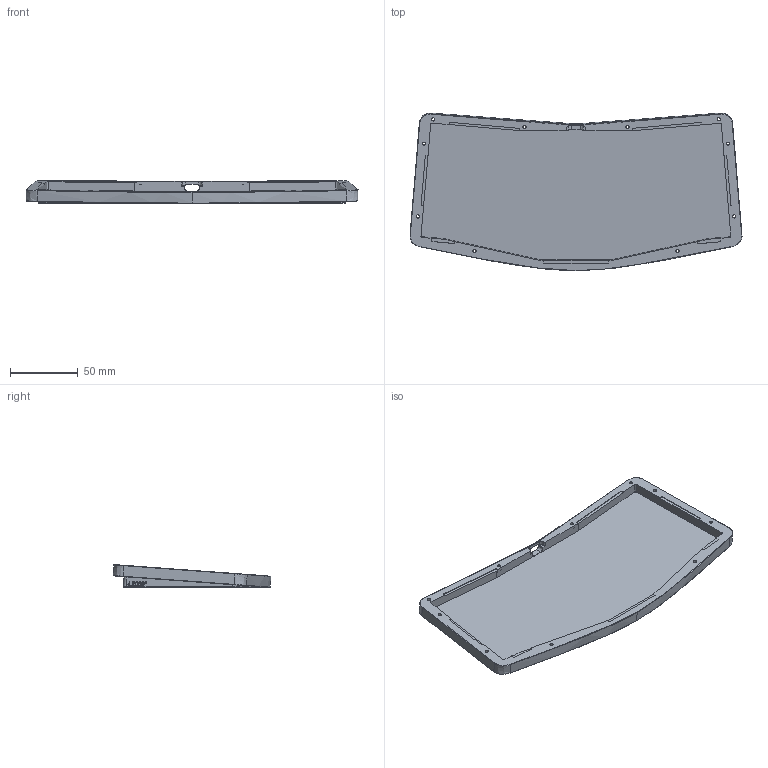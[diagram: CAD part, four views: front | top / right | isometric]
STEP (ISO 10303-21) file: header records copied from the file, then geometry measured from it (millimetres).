
FILE_DESCRIPTION(/* description */ (''),/* implementation_level */ '2;1');
FILE_NAME(/* name */ 'Buran Bofa Bottom.step',/* time_stamp */ '2024-02-16T13:57:58-08:00',/* author */ (''),/* organization */ (''),/* preprocessor_version */ 'ST-DEVELOPER v20',/* originating_system */ 'Autodesk Translation Framework v12.20.1.177',/* authorisation */ '');
FILE_SCHEMA (('AUTOMOTIVE_DESIGN { 1 0 10303 214 3 1 1 }'));
Length unit declared in the file: millimetre
Products named in the file (1): Buran Bofa Deux
Bounding box: 244.53 x 116.18 x 16.76 mm (x, y, z)
Volume: 134822.4 mm3; surface area: 63017.5 mm2
Topology: 1 solids, 1 shells, 366 faces, 988 edges, 648 vertices
Faces by surface type: bspline 169, plane 117, cylinder 80
Full cylindrical faces by diameter (mm): 2.4 x10, 4.5 x10, 10.5 x4
Entity records: 14851 total; most frequent: CARTESIAN_POINT 6663, ORIENTED_EDGE 1976, DIRECTION 1171, EDGE_CURVE 988, VERTEX_POINT 648, LINE 475, VECTOR 475, EDGE_LOOP 412
